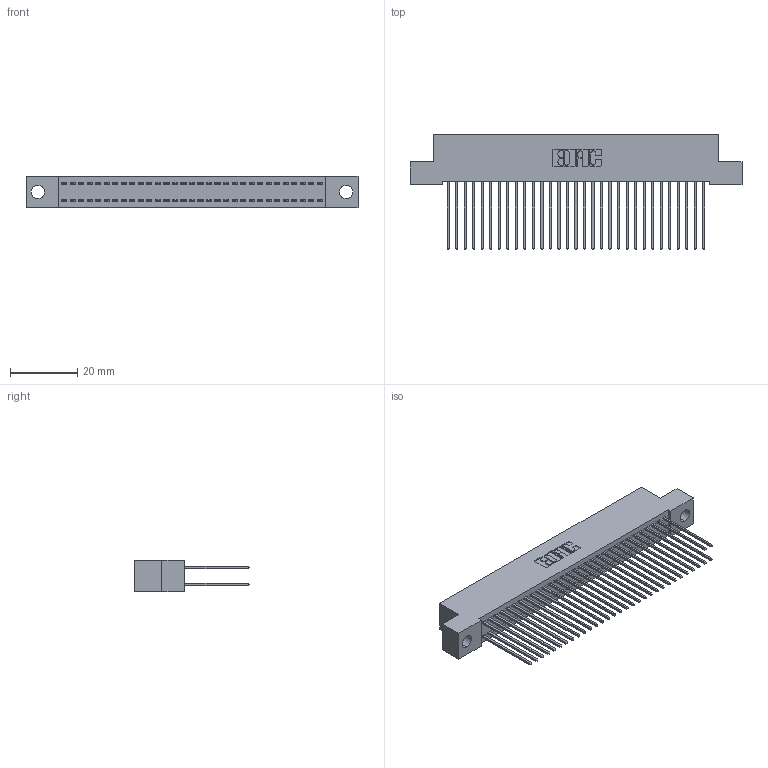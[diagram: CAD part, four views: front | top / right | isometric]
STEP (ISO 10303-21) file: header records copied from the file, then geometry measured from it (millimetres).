
FILE_DESCRIPTION (( 'STEP AP203' ), '1' );
FILE_NAME ('392-062-541-204.STEP', '2018-08-17T21:07:21', ( '' ), ( '' ), 'SwSTEP 2.0', 'SolidWorks 2016', '' );
FILE_SCHEMA (( 'CONFIG_CONTROL_DESIGN' ));
Length unit declared in the file: inch
Products named in the file (3): 342 Part_.156 TH; 345-292-001_345-293-141; 392-062-541-204
Assembly tree (63 placements, depth 2):
  392-062-541-204
    342 Part_.156 TH
    345-292-001_345-293-141  x62
Bounding box: 99.06 x 34.3 x 9.4 mm (x, y, z)
Volume: 9117.1 mm3; surface area: 16002 mm2
Topology: 63 solids, 63 shells, 3334 faces, 9909 edges, 6522 vertices
Faces by surface type: plane 2298, cylinder 1036
Entity records: 21255 total; most frequent: CARTESIAN_POINT 3534, ORIENTED_EDGE 3470, DIRECTION 3039, EDGE_CURVE 1735, LINE 1607, VECTOR 1607, VERTEX_POINT 1154, AXIS2_PLACEMENT_3D 716
